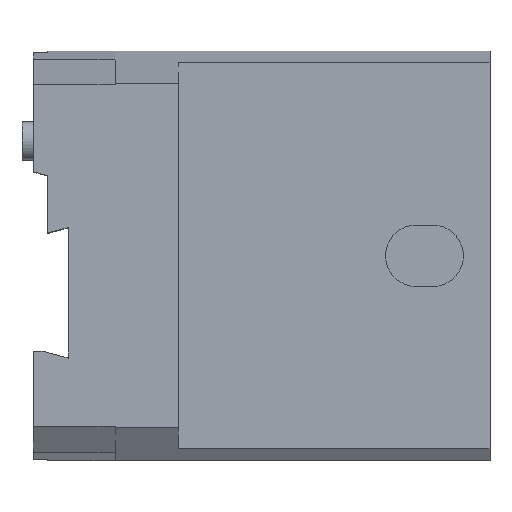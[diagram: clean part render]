
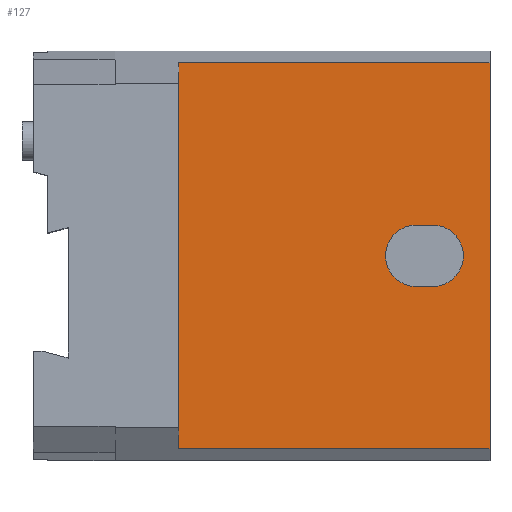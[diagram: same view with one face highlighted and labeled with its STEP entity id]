
A CAD part, top view. The second image highlights one B-rep face of the part: STEP entity #127.
In plain terms, the highlighted planar face has unit normal (0, 0, 1).
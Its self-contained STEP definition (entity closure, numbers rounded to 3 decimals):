
#40=FACE_BOUND('',#246,.T.);
#41=FACE_BOUND('',#247,.T.);
#80=PLANE('',#1118);
#127=ADVANCED_FACE('',(#40,#41),#80,.T.);
#246=EDGE_LOOP('',(#466,#467,#468,#469));
#247=EDGE_LOOP('',(#470,#471,#472,#473));
#285=CIRCLE('',#1080,7.5);
#295=CIRCLE('',#1117,7.5);
#466=ORIENTED_EDGE('',*,*,#783,.T.);
#467=ORIENTED_EDGE('',*,*,#754,.T.);
#468=ORIENTED_EDGE('',*,*,#771,.T.);
#469=ORIENTED_EDGE('',*,*,#720,.F.);
#470=ORIENTED_EDGE('',*,*,#684,.T.);
#471=ORIENTED_EDGE('',*,*,#690,.T.);
#472=ORIENTED_EDGE('',*,*,#788,.T.);
#473=ORIENTED_EDGE('',*,*,#687,.T.);
#585=VERTEX_POINT('',#1454);
#588=VERTEX_POINT('',#1459);
#589=VERTEX_POINT('',#1463);
#592=VERTEX_POINT('',#1471);
#620=VERTEX_POINT('',#1533);
#621=VERTEX_POINT('',#1535);
#644=VERTEX_POINT('',#1601);
#645=VERTEX_POINT('',#1602);
#684=EDGE_CURVE('',#585,#588,#285,.T.);
#687=EDGE_CURVE('',#589,#585,#824,.T.);
#690=EDGE_CURVE('',#588,#592,#827,.T.);
#720=EDGE_CURVE('',#620,#621,#852,.T.);
#754=EDGE_CURVE('',#644,#645,#884,.T.);
#771=EDGE_CURVE('',#645,#621,#897,.T.);
#783=EDGE_CURVE('',#620,#644,#909,.T.);
#788=EDGE_CURVE('',#592,#589,#295,.T.);
#824=LINE('',#1466,#937);
#827=LINE('',#1472,#940);
#852=LINE('',#1534,#965);
#884=LINE('',#1600,#997);
#897=LINE('',#1634,#1010);
#909=LINE('',#1652,#1022);
#937=VECTOR('',#1179,1.);
#940=VECTOR('',#1184,1.);
#965=VECTOR('',#1227,1.);
#997=VECTOR('',#1281,1.);
#1010=VECTOR('',#1310,1.);
#1022=VECTOR('',#1326,1.);
#1080=AXIS2_PLACEMENT_3D('',#1460,#1173,#1174);
#1117=AXIS2_PLACEMENT_3D('',#1663,#1339,#1340);
#1118=AXIS2_PLACEMENT_3D('',#1664,#1341,#1342);
#1173=DIRECTION('',(0.,0.,-1.));
#1174=DIRECTION('',(1.,0.,0.));
#1179=DIRECTION('',(-1.,0.,0.));
#1184=DIRECTION('',(1.,0.,0.));
#1227=DIRECTION('',(0.,1.,0.));
#1281=DIRECTION('',(0.,1.,0.));
#1310=DIRECTION('',(-1.,0.,0.));
#1326=DIRECTION('',(1.,0.,0.));
#1339=DIRECTION('',(0.,0.,-1.));
#1340=DIRECTION('',(1.,0.,0.));
#1341=DIRECTION('',(0.,0.,1.));
#1342=DIRECTION('',(1.,0.,0.));
#1454=CARTESIAN_POINT('',(58.,-7.5,0.));
#1459=CARTESIAN_POINT('',(58.,7.5,0.));
#1460=CARTESIAN_POINT('',(58.,0.,0.));
#1463=CARTESIAN_POINT('',(62.,-7.5,0.));
#1466=CARTESIAN_POINT('',(0.,-7.5,0.));
#1471=CARTESIAN_POINT('',(62.,7.5,0.));
#1472=CARTESIAN_POINT('',(0.,7.5,0.));
#1533=CARTESIAN_POINT('',(0.,-47.091,0.));
#1534=CARTESIAN_POINT('',(0.,-85.68,0.));
#1535=CARTESIAN_POINT('',(0.,47.091,0.));
#1600=CARTESIAN_POINT('',(76.,-85.68,0.));
#1601=CARTESIAN_POINT('',(76.,-47.091,0.));
#1602=CARTESIAN_POINT('',(76.,47.091,0.));
#1634=CARTESIAN_POINT('',(-15.5,47.091,0.));
#1652=CARTESIAN_POINT('',(-15.5,-47.091,0.));
#1663=CARTESIAN_POINT('',(62.,0.,0.));
#1664=CARTESIAN_POINT('',(0.,-85.68,0.));
